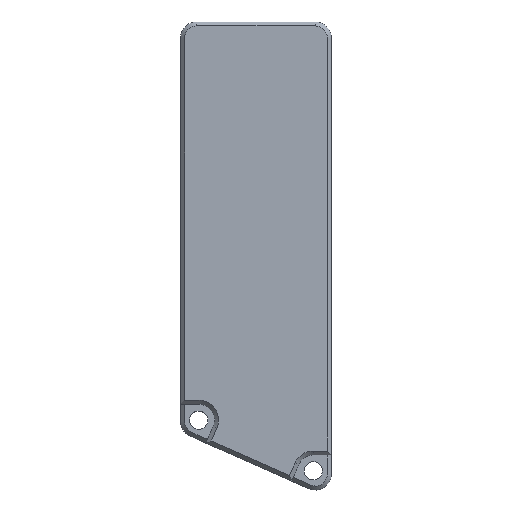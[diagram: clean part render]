
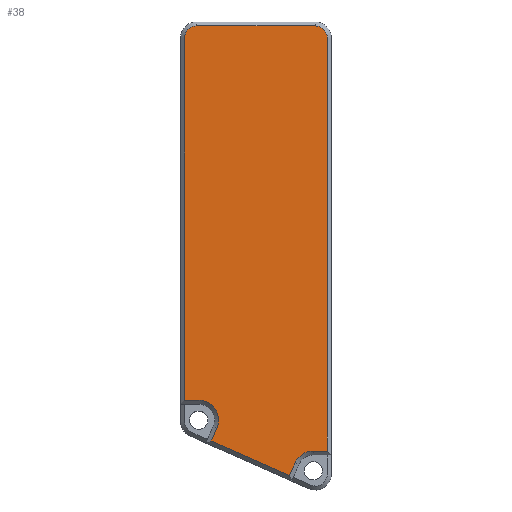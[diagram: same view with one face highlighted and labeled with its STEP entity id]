
A CAD part, top view. The second image highlights one B-rep face of the part: STEP entity #38.
In plain terms, the highlighted planar face has unit normal (0, 0, 1).
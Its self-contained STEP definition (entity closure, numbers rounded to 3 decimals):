
#38=ADVANCED_FACE('',(#76),#578,.T.);
#76=FACE_OUTER_BOUND('',#118,.T.);
#118=EDGE_LOOP('',(#237,#238,#239,#240,#241,#242,#243,#244,#245,#246,#247,
#248));
#237=ORIENTED_EDGE('',*,*,#380,.T.);
#238=ORIENTED_EDGE('',*,*,#356,.T.);
#239=ORIENTED_EDGE('',*,*,#385,.F.);
#240=ORIENTED_EDGE('',*,*,#403,.F.);
#241=ORIENTED_EDGE('',*,*,#407,.F.);
#242=ORIENTED_EDGE('',*,*,#370,.T.);
#243=ORIENTED_EDGE('',*,*,#397,.T.);
#244=ORIENTED_EDGE('',*,*,#393,.T.);
#245=ORIENTED_EDGE('',*,*,#354,.T.);
#246=ORIENTED_EDGE('',*,*,#353,.T.);
#247=ORIENTED_EDGE('',*,*,#375,.T.);
#248=ORIENTED_EDGE('',*,*,#355,.T.);
#353=EDGE_CURVE('',#545,#546,#455,.T.);
#354=EDGE_CURVE('',#547,#545,#456,.T.);
#355=EDGE_CURVE('',#548,#541,#457,.T.);
#356=EDGE_CURVE('',#542,#549,#458,.T.);
#370=EDGE_CURVE('',#550,#543,#472,.T.);
#375=EDGE_CURVE('',#546,#548,#434,.T.);
#380=EDGE_CURVE('',#541,#542,#435,.T.);
#385=EDGE_CURVE('',#552,#549,#483,.T.);
#393=EDGE_CURVE('',#544,#547,#439,.T.);
#397=EDGE_CURVE('',#543,#544,#492,.T.);
#403=EDGE_CURVE('',#551,#552,#441,.T.);
#407=EDGE_CURVE('',#550,#551,#500,.T.);
#434=(
BOUNDED_CURVE()
B_SPLINE_CURVE(2,(#1012,#1013,#1014),.UNSPECIFIED.,.F.,.F.)
B_SPLINE_CURVE_WITH_KNOTS((3,3),(0.,2.356),.UNSPECIFIED.)
CURVE()
GEOMETRIC_REPRESENTATION_ITEM()
RATIONAL_B_SPLINE_CURVE((1.,0.707,1.))
REPRESENTATION_ITEM('')
);
#435=(
BOUNDED_CURVE()
B_SPLINE_CURVE(2,(#1023,#1024,#1025),.UNSPECIFIED.,.F.,.F.)
B_SPLINE_CURVE_WITH_KNOTS((3,3),(0.,2.356),.UNSPECIFIED.)
CURVE()
GEOMETRIC_REPRESENTATION_ITEM()
RATIONAL_B_SPLINE_CURVE((1.,0.707,1.))
REPRESENTATION_ITEM('')
);
#439=(
BOUNDED_CURVE()
B_SPLINE_CURVE(2,(#1057,#1058,#1059),.UNSPECIFIED.,.F.,.F.)
B_SPLINE_CURVE_WITH_KNOTS((3,3),(0.,2.885),
 .UNSPECIFIED.)
CURVE()
GEOMETRIC_REPRESENTATION_ITEM()
RATIONAL_B_SPLINE_CURVE((1.,0.838,1.))
REPRESENTATION_ITEM('')
);
#441=(
BOUNDED_CURVE()
B_SPLINE_CURVE(2,(#1079,#1080,#1081,#1082,#1083),.UNSPECIFIED.,.F.,.F.)
B_SPLINE_CURVE_WITH_KNOTS((3,2,3),(0.,2.484,
4.969),.UNSPECIFIED.)
CURVE()
GEOMETRIC_REPRESENTATION_ITEM()
RATIONAL_B_SPLINE_CURVE((1.,0.879,1.,0.879,1.))
REPRESENTATION_ITEM('')
);
#455=B_SPLINE_CURVE_WITH_KNOTS('',1,(#928,#929),.UNSPECIFIED.,.F.,.F.,(2,
2),(0.5,54.541),.UNSPECIFIED.);
#456=B_SPLINE_CURVE_WITH_KNOTS('',1,(#930,#931),.UNSPECIFIED.,.F.,.F.,(2,
2),(0.,1.769),.UNSPECIFIED.);
#457=B_SPLINE_CURVE_WITH_KNOTS('',1,(#932,#933),.UNSPECIFIED.,.F.,.F.,(2,
2),(0.,14.97),.UNSPECIFIED.);
#458=B_SPLINE_CURVE_WITH_KNOTS('',1,(#934,#935),.UNSPECIFIED.,.F.,.F.,(2,
2),(0.,47.652),.UNSPECIFIED.);
#472=B_SPLINE_CURVE_WITH_KNOTS('',1,(#992,#993),.UNSPECIFIED.,.F.,.F.,(2,
2),(0.5,11.283),.UNSPECIFIED.);
#483=B_SPLINE_CURVE_WITH_KNOTS('',1,(#1040,#1041),.UNSPECIFIED.,.F.,.F.,
(2,2),(0.,1.769),.UNSPECIFIED.);
#492=B_SPLINE_CURVE_WITH_KNOTS('',1,(#1067,#1068),.UNSPECIFIED.,.F.,.F.,
(2,2),(0.5,2.269),.UNSPECIFIED.);
#500=B_SPLINE_CURVE_WITH_KNOTS('',1,(#1093,#1094),.UNSPECIFIED.,.F.,.F.,
(2,2),(0.5,2.269),.UNSPECIFIED.);
#541=VERTEX_POINT('',#801);
#542=VERTEX_POINT('',#802);
#543=VERTEX_POINT('',#803);
#544=VERTEX_POINT('',#804);
#545=VERTEX_POINT('',#805);
#546=VERTEX_POINT('',#806);
#547=VERTEX_POINT('',#807);
#548=VERTEX_POINT('',#808);
#549=VERTEX_POINT('',#809);
#550=VERTEX_POINT('',#810);
#551=VERTEX_POINT('',#811);
#552=VERTEX_POINT('',#812);
#578=PLANE('',#638);
#638=AXIS2_PLACEMENT_3D('',#708,#673,$);
#673=DIRECTION('',(0.,0.,1.));
#708=CARTESIAN_POINT('',(24.949,37.974,11.63));
#801=CARTESIAN_POINT('',(8.479,37.974,11.63));
#802=CARTESIAN_POINT('',(6.979,36.474,11.63));
#803=CARTESIAN_POINT('',(20.178,-18.673,11.63));
#804=CARTESIAN_POINT('',(20.894,-17.055,11.63));
#805=CARTESIAN_POINT('',(24.949,-15.567,11.63));
#806=CARTESIAN_POINT('',(24.949,36.474,11.63));
#807=CARTESIAN_POINT('',(23.18,-15.567,11.63));
#808=CARTESIAN_POINT('',(23.449,37.974,11.63));
#809=CARTESIAN_POINT('',(6.979,-9.178,11.63));
#810=CARTESIAN_POINT('',(10.318,-14.308,11.63));
#811=CARTESIAN_POINT('',(11.034,-12.69,11.63));
#812=CARTESIAN_POINT('',(8.748,-9.178,11.63));
#928=CARTESIAN_POINT('',(24.949,-15.567,11.63));
#929=CARTESIAN_POINT('',(24.949,36.474,11.63));
#930=CARTESIAN_POINT('',(23.18,-15.567,11.63));
#931=CARTESIAN_POINT('',(24.949,-15.567,11.63));
#932=CARTESIAN_POINT('',(23.449,37.974,11.63));
#933=CARTESIAN_POINT('',(8.479,37.974,11.63));
#934=CARTESIAN_POINT('',(6.979,36.474,11.63));
#935=CARTESIAN_POINT('',(6.979,-9.178,11.63));
#992=CARTESIAN_POINT('',(10.318,-14.308,11.63));
#993=CARTESIAN_POINT('',(20.178,-18.673,11.63));
#1012=CARTESIAN_POINT('',(24.949,36.474,11.63));
#1013=CARTESIAN_POINT('',(24.949,37.974,11.63));
#1014=CARTESIAN_POINT('',(23.449,37.974,11.63));
#1023=CARTESIAN_POINT('',(8.479,37.974,11.63));
#1024=CARTESIAN_POINT('',(6.979,37.974,11.63));
#1025=CARTESIAN_POINT('',(6.979,36.474,11.63));
#1040=CARTESIAN_POINT('',(8.748,-9.178,11.63));
#1041=CARTESIAN_POINT('',(6.979,-9.178,11.63));
#1057=CARTESIAN_POINT('',(20.894,-17.055,11.63));
#1058=CARTESIAN_POINT('',(21.553,-15.567,11.63));
#1059=CARTESIAN_POINT('',(23.18,-15.567,11.63));
#1067=CARTESIAN_POINT('',(20.178,-18.673,11.63));
#1068=CARTESIAN_POINT('',(20.894,-17.055,11.63));
#1079=CARTESIAN_POINT('',(11.034,-12.69,11.63));
#1080=CARTESIAN_POINT('',(11.583,-11.45,11.63));
#1081=CARTESIAN_POINT('',(10.844,-10.314,11.63));
#1082=CARTESIAN_POINT('',(10.104,-9.178,11.63));
#1083=CARTESIAN_POINT('',(8.748,-9.178,11.63));
#1093=CARTESIAN_POINT('',(10.318,-14.308,11.63));
#1094=CARTESIAN_POINT('',(11.034,-12.69,11.63));
